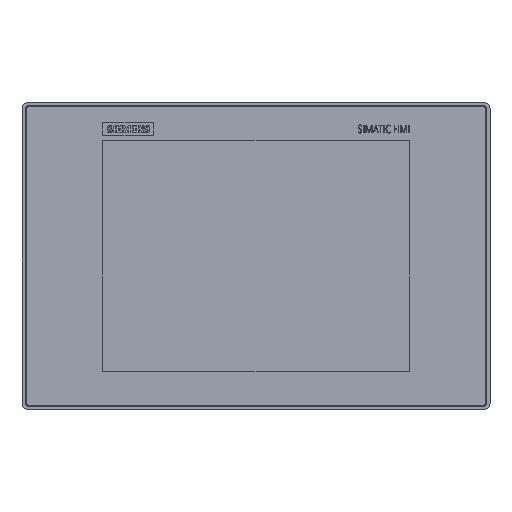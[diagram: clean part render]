
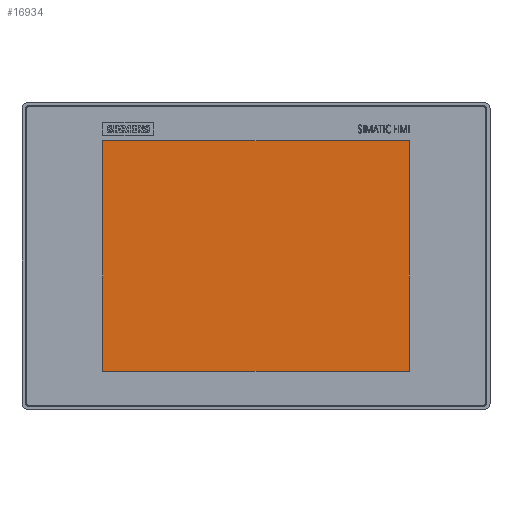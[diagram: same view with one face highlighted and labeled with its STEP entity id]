
A CAD part, top view. The second image highlights one B-rep face of the part: STEP entity #16934.
In plain terms, the highlighted face is planar.
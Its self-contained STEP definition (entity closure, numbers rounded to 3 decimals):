
#8233=FACE_OUTER_BOUND('',#20597,.T.);
#12396=LINE('',#51789,#14765);
#12397=LINE('',#51792,#14766);
#12398=LINE('',#51794,#14767);
#12399=LINE('',#51796,#14768);
#14765=VECTOR('',#43321,1.);
#14766=VECTOR('',#43322,1.);
#14767=VECTOR('',#43323,1.);
#14768=VECTOR('',#43324,1.);
#16934=ADVANCED_FACE('',(#8233),#18702,.F.);
#18702=PLANE('',#39902);
#20597=EDGE_LOOP('',(#24279,#24280,#24281,#24282));
#24279=ORIENTED_EDGE('',*,*,#35546,.T.);
#24280=ORIENTED_EDGE('',*,*,#35547,.T.);
#24281=ORIENTED_EDGE('',*,*,#35548,.T.);
#24282=ORIENTED_EDGE('',*,*,#35549,.T.);
#32235=VERTEX_POINT('',#51790);
#32236=VERTEX_POINT('',#51791);
#32237=VERTEX_POINT('',#51793);
#32238=VERTEX_POINT('',#51795);
#35546=EDGE_CURVE('',#32235,#32236,#12396,.T.);
#35547=EDGE_CURVE('',#32236,#32237,#12397,.T.);
#35548=EDGE_CURVE('',#32237,#32238,#12398,.T.);
#35549=EDGE_CURVE('',#32238,#32235,#12399,.T.);
#39902=AXIS2_PLACEMENT_3D('',#51797,#43325,#43326);
#43321=DIRECTION('',(0.,0.,-1.));
#43322=DIRECTION('',(1.,0.,0.));
#43323=DIRECTION('',(0.,0.,1.));
#43324=DIRECTION('',(-1.,0.,0.));
#43325=DIRECTION('',(0.,1.,0.));
#43326=DIRECTION('',(0.,0.,1.));
#51789=CARTESIAN_POINT('',(-152.6,-33.89,-76.3));
#51790=CARTESIAN_POINT('',(-152.6,-33.89,152.8));
#51791=CARTESIAN_POINT('',(-152.6,-33.89,-76.3));
#51792=CARTESIAN_POINT('',(152.6,-33.89,-76.3));
#51793=CARTESIAN_POINT('',(152.6,-33.89,-76.3));
#51794=CARTESIAN_POINT('',(152.6,-33.89,152.8));
#51795=CARTESIAN_POINT('',(152.6,-33.89,152.8));
#51796=CARTESIAN_POINT('',(-152.6,-33.89,152.8));
#51797=CARTESIAN_POINT('',(0.,-33.89,0.));
